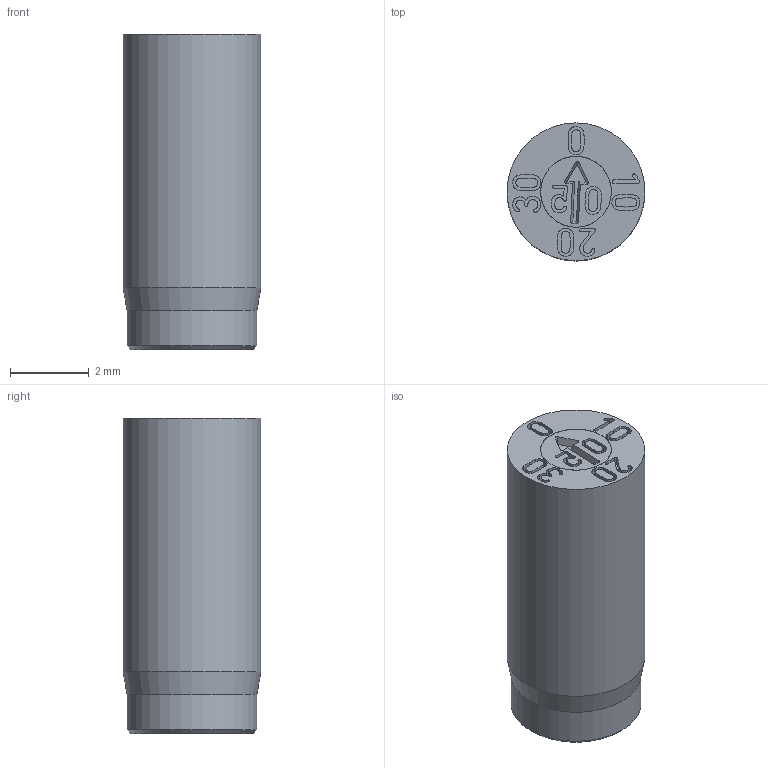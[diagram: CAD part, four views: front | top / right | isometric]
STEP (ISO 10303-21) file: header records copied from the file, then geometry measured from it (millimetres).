
FILE_DESCRIPTION(/* description */ (''),/* implementation_level */ '2;1');
FILE_NAME(/* name */ 'Dati-1400_L+E_L$3,5$Jahr.stp',/* time_stamp */ '2025-09-12T11:03:50+02:00',/* author */ ('olafg'),/* organization */ (''),/* preprocessor_version */ 'ST-DEVELOPER v20',/* originating_system */ 'Autodesk Inventor 2024',/* authorisation */ '');
FILE_SCHEMA (('AUTOMOTIVE_DESIGN { 1 0 10303 214 3 1 1 }'));
Length unit declared in the file: millimetre
Products named in the file (3): Zusammenbau L 1303,5; 1303,5-01-00 Hülse; 1303,5-05-00 Stelleinsatz
Assembly tree (2 placements, depth 2):
  Zusammenbau L 1303,5
    1303,5-01-00 Hülse
    1303,5-05-00 Stelleinsatz
Bounding box: 3.5 x 3.5 x 8 mm (x, y, z)
Volume: 58.7 mm3; surface area: 177.2 mm2
Topology: 2 solids, 2 shells, 203 faces, 548 edges, 361 vertices
Faces by surface type: bspline 142, plane 46, cone 8, cylinder 6, torus 1
Full cylindrical faces by diameter (mm): 1.1 x1, 1.8 x2, 2 x1, 3.3 x1, 3.5 x1
Entity records: 7482 total; most frequent: CARTESIAN_POINT 3260, ORIENTED_EDGE 1086, EDGE_CURVE 543, DIRECTION 415, VERTEX_POINT 361, B_SPLINE_CURVE_WITH_KNOTS 284, LINE 235, VECTOR 235
